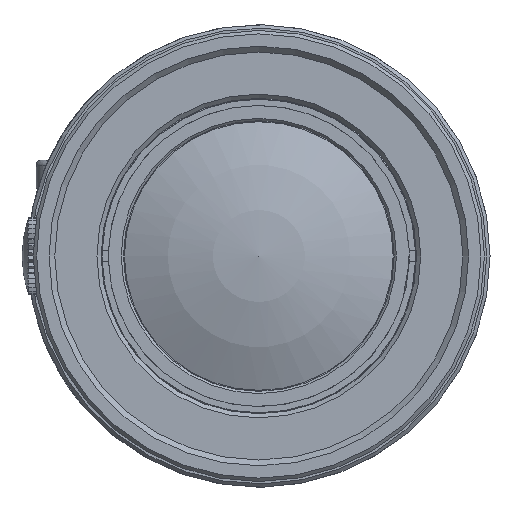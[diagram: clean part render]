
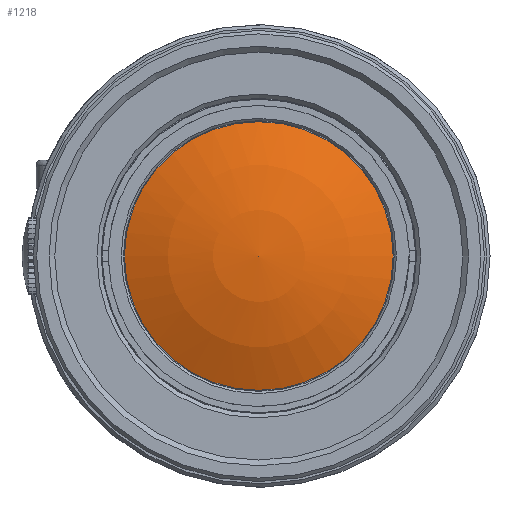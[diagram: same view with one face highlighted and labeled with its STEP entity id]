
A CAD part, left-side view. The second image highlights one B-rep face of the part: STEP entity #1218.
In plain terms, the highlighted spherical face has radius 28.604 mm.
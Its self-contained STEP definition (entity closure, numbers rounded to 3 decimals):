
#111=SPHERICAL_SURFACE('',#11291,28.604);
#745=FACE_OUTER_BOUND('',#3583,.T.);
#1218=ADVANCED_FACE('',(#745),#111,.T.);
#2302=CIRCLE('',#10775,11.914);
#3583=EDGE_LOOP('',(#6717));
#6717=ORIENTED_EDGE('',*,*,#8934,.T.);
#7587=VERTEX_POINT('',#18305);
#8934=EDGE_CURVE('',#7587,#7587,#2302,.T.);
#10775=AXIS2_PLACEMENT_3D('',#18304,#12020,#12021);
#11291=AXIS2_PLACEMENT_3D('',#20985,#13316,#13317);
#12020=DIRECTION('',(-1.,0.,0.));
#12021=DIRECTION('',(0.,0.,-1.));
#13316=DIRECTION('',(1.,0.,0.));
#13317=DIRECTION('',(0.,-1.,0.));
#18304=CARTESIAN_POINT('',(-60.8,0.,0.));
#18305=CARTESIAN_POINT('',(-60.8,0.,-11.914));
#20985=CARTESIAN_POINT('',(-34.795,0.,0.));
